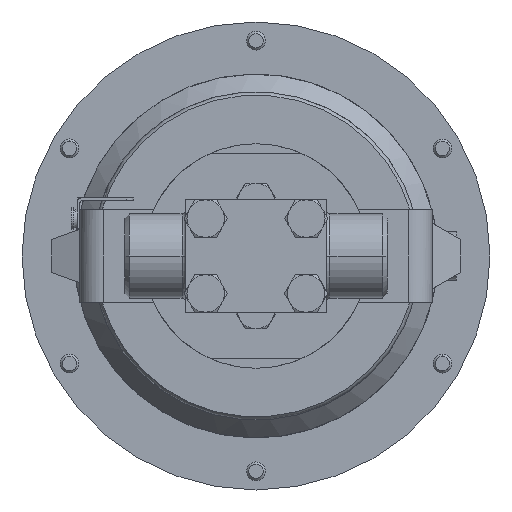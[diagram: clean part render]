
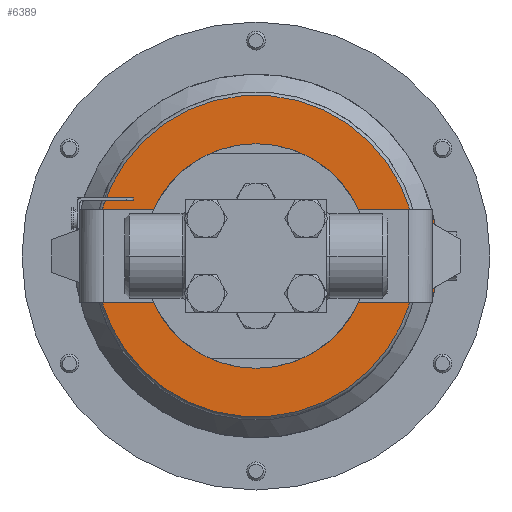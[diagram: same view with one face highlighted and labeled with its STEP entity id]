
A CAD part, front view. The second image highlights one B-rep face of the part: STEP entity #6389.
In plain terms, the highlighted planar face has unit normal (0, -1, 0).
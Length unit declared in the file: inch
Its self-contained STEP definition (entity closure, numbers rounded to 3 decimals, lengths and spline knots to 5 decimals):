
#641 = AXIS2_PLACEMENT_3D ( 'NONE', #20966, #15440, #15417 ) ;
#954 = EDGE_CURVE ( 'NONE', #15620, #13617, #25208, .T. ) ;
#1095 = CIRCLE ( 'NONE', #641, 2.14874 ) ;
#1536 = DIRECTION ( 'NONE',  ( 1., 0., 0. ) ) ;
#1798 = AXIS2_PLACEMENT_3D ( 'NONE', #17229, #17260, #17281 ) ;
#2202 = EDGE_CURVE ( 'NONE', #26829, #7283, #1095, .T. ) ;
#2339 = CARTESIAN_POINT ( 'NONE',  ( 3.21566, 10.1541, 3.20864 ) ) ;
#2361 = VERTEX_POINT ( 'NONE', #19747 ) ;
#2379 = VERTEX_POINT ( 'NONE', #19833 ) ;
#2603 = LINE ( 'NONE', #3071, #24204 ) ;
#2978 = EDGE_CURVE ( 'NONE', #2379, #11073, #22732, .T. ) ;
#3071 = CARTESIAN_POINT ( 'NONE',  ( -0.96493, 10.1541, 2.03864 ) ) ;
#3091 = ORIENTED_EDGE ( 'NONE', *, *, #6332, .T. ) ;
#3449 = DIRECTION ( 'NONE',  ( 0., -1., 0. ) ) ;
#4151 = ORIENTED_EDGE ( 'NONE', *, *, #18786, .T. ) ;
#4176 = DIRECTION ( 'NONE',  ( 1., 0., 0. ) ) ;
#4573 = CARTESIAN_POINT ( 'NONE',  ( -0.96493, 10.1541, 3.20864 ) ) ;
#4814 = ORIENTED_EDGE ( 'NONE', *, *, #6960, .T. ) ;
#5446 = ORIENTED_EDGE ( 'NONE', *, *, #954, .F. ) ;
#5832 = EDGE_CURVE ( 'NONE', #20035, #2361, #14558, .T. ) ;
#5987 = LINE ( 'NONE', #4573, #21884 ) ;
#6243 = VERTEX_POINT ( 'NONE', #2339 ) ;
#6248 = CARTESIAN_POINT ( 'NONE',  ( -0.96493, 10.1541, 3.20864 ) ) ;
#6287 = CARTESIAN_POINT ( 'NONE',  ( 1.14809, 10.1541, 1.12364 ) ) ;
#6329 = DIRECTION ( 'NONE',  ( -1., 0., 0. ) ) ;
#6332 = EDGE_CURVE ( 'NONE', #2361, #6750, #11603, .T. ) ;
#6389 = ADVANCED_FACE ( 'NONE', ( #26758, #16503 ), #14434, .F. ) ;
#6750 = VERTEX_POINT ( 'NONE', #24861 ) ;
#6960 = EDGE_CURVE ( 'NONE', #7283, #23854, #15923, .T. ) ;
#7005 = EDGE_LOOP ( 'NONE', ( #5446, #27143 ) ) ;
#7015 = CARTESIAN_POINT ( 'NONE',  ( 3.50507, 10.1541, 3.20864 ) ) ;
#7283 = VERTEX_POINT ( 'NONE', #20208 ) ;
#8167 = CARTESIAN_POINT ( 'NONE',  ( 3.50507, 10.1541, 2.03864 ) ) ;
#8957 = EDGE_CURVE ( 'NONE', #6243, #20035, #25179, .T. ) ;
#9013 = VECTOR ( 'NONE', #12582, 39.37008 ) ;
#9753 = DIRECTION ( 'NONE',  ( 1., 0., 0. ) ) ;
#9832 = ORIENTED_EDGE ( 'NONE', *, *, #2202, .T. ) ;
#10938 = ORIENTED_EDGE ( 'NONE', *, *, #2978, .T. ) ;
#11073 = VERTEX_POINT ( 'NONE', #7015 ) ;
#11603 = CIRCLE ( 'NONE', #25503, 2.1925 ) ;
#11735 = CARTESIAN_POINT ( 'NONE',  ( -0.96493, 10.1541, 2.03864 ) ) ;
#12582 = DIRECTION ( 'NONE',  ( -1., 0., 0. ) ) ;
#12647 = EDGE_CURVE ( 'NONE', #13617, #15620, #15240, .T. ) ;
#13617 = VERTEX_POINT ( 'NONE', #18044 ) ;
#14384 = CARTESIAN_POINT ( 'NONE',  ( 1.14809, 10.1541, 2.62364 ) ) ;
#14410 = DIRECTION ( 'NONE',  ( 0., -1., 0. ) ) ;
#14432 = DIRECTION ( 'NONE',  ( 1., 0., 0. ) ) ;
#14434 = PLANE ( 'NONE',  #24750 ) ;
#14443 = DIRECTION ( 'NONE',  ( 0., -1., 0. ) ) ;
#14454 = AXIS2_PLACEMENT_3D ( 'NONE', #20590, #20563, #20593 ) ;
#14473 = DIRECTION ( 'NONE',  ( 1., 0., 0. ) ) ;
#14558 = LINE ( 'NONE', #6248, #9013 ) ;
#14666 = DIRECTION ( 'NONE',  ( 0., 1., 0. ) ) ;
#14692 = DIRECTION ( 'NONE',  ( 1., 0., 0. ) ) ;
#14698 = CARTESIAN_POINT ( 'NONE',  ( 1.14809, 10.1541, 2.16364 ) ) ;
#15240 = CIRCLE ( 'NONE', #14454, 1.5 ) ;
#15417 = DIRECTION ( 'NONE',  ( 1., 0., 0. ) ) ;
#15440 = DIRECTION ( 'NONE',  ( 0., -1., 0. ) ) ;
#15585 = EDGE_LOOP ( 'NONE', ( #17784, #19234, #3091, #24642, #9832, #4814, #4151, #10938, #25356 ) ) ;
#15620 = VERTEX_POINT ( 'NONE', #6287 ) ;
#15923 = LINE ( 'NONE', #11735, #16579 ) ;
#16060 = CARTESIAN_POINT ( 'NONE',  ( 1.14809, 10.1541, 2.62364 ) ) ;
#16242 = CARTESIAN_POINT ( 'NONE',  ( -0.91949, 10.1541, 3.20864 ) ) ;
#16503 = FACE_OUTER_BOUND ( 'NONE', #15585, .T. ) ;
#16579 = VECTOR ( 'NONE', #9753, 39.37008 ) ;
#16943 = AXIS2_PLACEMENT_3D ( 'NONE', #19491, #19484, #4176 ) ;
#17229 = CARTESIAN_POINT ( 'NONE',  ( 1.14809, 10.1541, 2.62364 ) ) ;
#17260 = DIRECTION ( 'NONE',  ( 0., -1., 0. ) ) ;
#17281 = DIRECTION ( 'NONE',  ( 1., 0., 0. ) ) ;
#17784 = ORIENTED_EDGE ( 'NONE', *, *, #8957, .T. ) ;
#18044 = CARTESIAN_POINT ( 'NONE',  ( 1.14809, 10.1541, 4.12364 ) ) ;
#18150 = DIRECTION ( 'NONE',  ( 0., 0., 1. ) ) ;
#18786 = EDGE_CURVE ( 'NONE', #23854, #2379, #23281, .T. ) ;
#19234 = ORIENTED_EDGE ( 'NONE', *, *, #5832, .T. ) ;
#19484 = DIRECTION ( 'NONE',  ( 0., -1., 0. ) ) ;
#19491 = CARTESIAN_POINT ( 'NONE',  ( 1.14809, 10.1541, 2.62364 ) ) ;
#19747 = CARTESIAN_POINT ( 'NONE',  ( -0.96493, 10.1541, 3.20864 ) ) ;
#19833 = CARTESIAN_POINT ( 'NONE',  ( 3.57659, 10.1541, 2.62364 ) ) ;
#20035 = VERTEX_POINT ( 'NONE', #16242 ) ;
#20208 = CARTESIAN_POINT ( 'NONE',  ( 3.21566, 10.1541, 2.03864 ) ) ;
#20534 = EDGE_CURVE ( 'NONE', #11073, #6243, #5987, .T. ) ;
#20542 = AXIS2_PLACEMENT_3D ( 'NONE', #16060, #3449, #18150 ) ;
#20563 = DIRECTION ( 'NONE',  ( 0., -1., 0. ) ) ;
#20590 = CARTESIAN_POINT ( 'NONE',  ( 1.14809, 10.1541, 2.62364 ) ) ;
#20593 = DIRECTION ( 'NONE',  ( 0., 0., 1. ) ) ;
#20966 = CARTESIAN_POINT ( 'NONE',  ( 1.14809, 10.1541, 2.62364 ) ) ;
#21226 = EDGE_CURVE ( 'NONE', #6750, #26829, #2603, .T. ) ;
#21884 = VECTOR ( 'NONE', #6329, 39.37008 ) ;
#22664 = CARTESIAN_POINT ( 'NONE',  ( -0.91949, 10.1541, 2.03864 ) ) ;
#22732 = CIRCLE ( 'NONE', #23039, 2.4285 ) ;
#23039 = AXIS2_PLACEMENT_3D ( 'NONE', #25975, #14443, #14473 ) ;
#23281 = CIRCLE ( 'NONE', #1798, 2.4285 ) ;
#23854 = VERTEX_POINT ( 'NONE', #8167 ) ;
#24204 = VECTOR ( 'NONE', #1536, 39.37008 ) ;
#24642 = ORIENTED_EDGE ( 'NONE', *, *, #21226, .T. ) ;
#24750 = AXIS2_PLACEMENT_3D ( 'NONE', #14698, #14666, #14692 ) ;
#24861 = CARTESIAN_POINT ( 'NONE',  ( -0.96493, 10.1541, 2.03864 ) ) ;
#25179 = CIRCLE ( 'NONE', #16943, 2.14874 ) ;
#25208 = CIRCLE ( 'NONE', #20542, 1.5 ) ;
#25356 = ORIENTED_EDGE ( 'NONE', *, *, #20534, .T. ) ;
#25503 = AXIS2_PLACEMENT_3D ( 'NONE', #14384, #14410, #14432 ) ;
#25975 = CARTESIAN_POINT ( 'NONE',  ( 1.14809, 10.1541, 2.62364 ) ) ;
#26758 = FACE_BOUND ( 'NONE', #7005, .T. ) ;
#26829 = VERTEX_POINT ( 'NONE', #22664 ) ;
#27143 = ORIENTED_EDGE ( 'NONE', *, *, #12647, .F. ) ;
